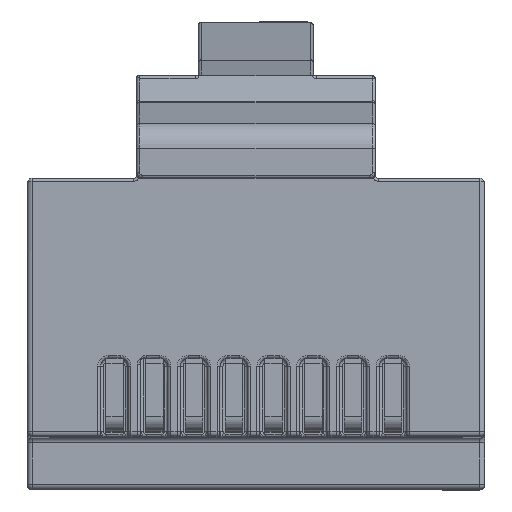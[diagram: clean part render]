
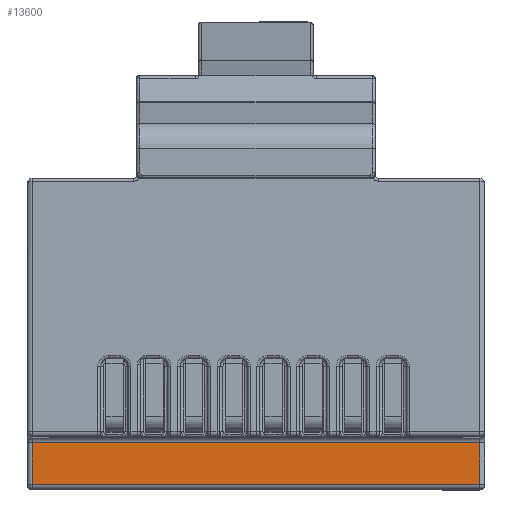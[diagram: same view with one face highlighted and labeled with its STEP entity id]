
A CAD part, top view. The second image highlights one B-rep face of the part: STEP entity #13600.
In plain terms, the highlighted planar face has unit normal (0, 0, 1).
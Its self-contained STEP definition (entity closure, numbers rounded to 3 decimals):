
#1338=LINE('',#36436,#1976);
#1339=LINE('',#36438,#1977);
#1340=LINE('',#36440,#1978);
#1341=LINE('',#36441,#1979);
#1976=VECTOR('',#18553,11.43);
#1977=VECTOR('',#18554,1.067);
#1978=VECTOR('',#18555,11.43);
#1979=VECTOR('',#18556,1.067);
#3082=FACE_OUTER_BOUND('',#3941,.T.);
#3941=EDGE_LOOP('',(#12073,#12074,#12075,#12076));
#6302=VERTEX_POINT('',#36434);
#6303=VERTEX_POINT('',#36435);
#6304=VERTEX_POINT('',#36437);
#6305=VERTEX_POINT('',#36439);
#8294=EDGE_CURVE('',#6302,#6303,#1338,.F.);
#8295=EDGE_CURVE('',#6304,#6303,#1339,.T.);
#8296=EDGE_CURVE('',#6305,#6304,#1340,.T.);
#8297=EDGE_CURVE('',#6302,#6305,#1341,.F.);
#12073=ORIENTED_EDGE('',*,*,#8294,.T.);
#12074=ORIENTED_EDGE('',*,*,#8295,.F.);
#12075=ORIENTED_EDGE('',*,*,#8296,.F.);
#12076=ORIENTED_EDGE('',*,*,#8297,.F.);
#12810=PLANE('',#15126);
#13600=ADVANCED_FACE('',(#3082),#12810,.F.);
#15126=AXIS2_PLACEMENT_3D('',#36433,#18551,#18552);
#18551=DIRECTION('center_axis',(0.,0.,-1.));
#18552=DIRECTION('ref_axis',(-1.,0.,0.));
#18553=DIRECTION('',(1.,0.,0.));
#18554=DIRECTION('',(0.,1.,0.));
#18555=DIRECTION('',(-1.,0.,0.));
#18556=DIRECTION('',(0.,1.,0.));
#36433=CARTESIAN_POINT('Origin',(-5.842,-4.623,8.13));
#36434=CARTESIAN_POINT('',(5.715,-3.429,8.13));
#36435=CARTESIAN_POINT('',(-5.715,-3.429,8.13));
#36436=CARTESIAN_POINT('',(-5.715,-3.429,8.13));
#36437=CARTESIAN_POINT('',(-5.715,-4.496,8.13));
#36438=CARTESIAN_POINT('',(-5.715,-4.496,8.13));
#36439=CARTESIAN_POINT('',(5.715,-4.496,8.13));
#36440=CARTESIAN_POINT('',(5.715,-4.496,8.13));
#36441=CARTESIAN_POINT('',(5.715,-4.496,8.13));
